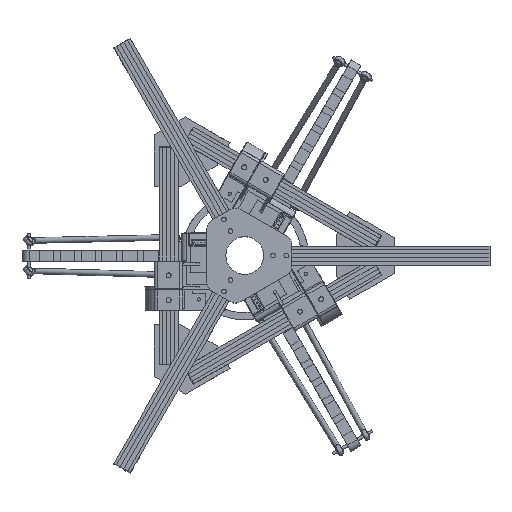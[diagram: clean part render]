
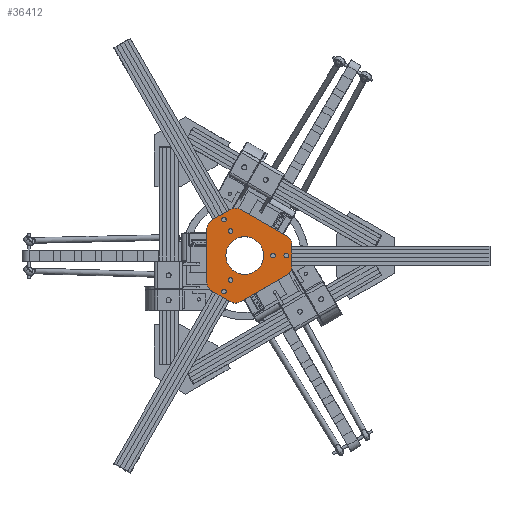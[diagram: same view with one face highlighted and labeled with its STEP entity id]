
A CAD part, top view. The second image highlights one B-rep face of the part: STEP entity #36412.
In plain terms, the highlighted planar face has unit normal (0, 0, 1).
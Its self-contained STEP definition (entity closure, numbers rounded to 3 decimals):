
#653=FACE_BOUND('',#4672,.T.);
#654=FACE_BOUND('',#4673,.T.);
#655=FACE_BOUND('',#4674,.T.);
#656=FACE_BOUND('',#4675,.T.);
#657=FACE_BOUND('',#4676,.T.);
#658=FACE_BOUND('',#4677,.T.);
#659=FACE_BOUND('',#4678,.T.);
#1553=PLANE('',#38516);
#2626=FACE_OUTER_BOUND('',#4671,.T.);
#4671=EDGE_LOOP('',(#26472,#26473,#26474,#26475,#26476,#26477,#26478,#26479,
#26480,#26481,#26482,#26483));
#4672=EDGE_LOOP('',(#26484));
#4673=EDGE_LOOP('',(#26485));
#4674=EDGE_LOOP('',(#26486));
#4675=EDGE_LOOP('',(#26487));
#4676=EDGE_LOOP('',(#26488));
#4677=EDGE_LOOP('',(#26489));
#4678=EDGE_LOOP('',(#26490));
#7526=LINE('',#55377,#11053);
#7531=LINE('',#55391,#11058);
#7537=LINE('',#55406,#11064);
#7539=LINE('',#55412,#11066);
#7570=LINE('',#55498,#11097);
#7571=LINE('',#55500,#11098);
#11053=VECTOR('',#43736,10.);
#11058=VECTOR('',#43751,10.);
#11064=VECTOR('',#43767,10.);
#11066=VECTOR('',#43775,10.);
#11097=VECTOR('',#43868,10.);
#11098=VECTOR('',#43871,10.);
#13658=CIRCLE('',#38459,20.);
#13660=CIRCLE('',#38462,10.);
#13667=CIRCLE('',#38472,10.);
#13668=CIRCLE('',#38474,10.);
#13669=CIRCLE('',#38477,10.);
#13670=CIRCLE('',#38479,10.);
#13671=CIRCLE('',#38482,10.);
#13673=CIRCLE('',#38486,2.5);
#13675=CIRCLE('',#38489,2.5);
#13677=CIRCLE('',#38492,2.5);
#13679=CIRCLE('',#38495,2.5);
#13681=CIRCLE('',#38506,2.5);
#13683=CIRCLE('',#38509,2.5);
#16048=VERTEX_POINT('',#55315);
#16050=VERTEX_POINT('',#55321);
#16051=VERTEX_POINT('',#55322);
#16076=VERTEX_POINT('',#55376);
#16077=VERTEX_POINT('',#55380);
#16078=VERTEX_POINT('',#55384);
#16079=VERTEX_POINT('',#55385);
#16080=VERTEX_POINT('',#55390);
#16081=VERTEX_POINT('',#55394);
#16082=VERTEX_POINT('',#55398);
#16083=VERTEX_POINT('',#55399);
#16084=VERTEX_POINT('',#55404);
#16085=VERTEX_POINT('',#55408);
#16089=VERTEX_POINT('',#55421);
#16091=VERTEX_POINT('',#55427);
#16093=VERTEX_POINT('',#55433);
#16095=VERTEX_POINT('',#55439);
#16103=VERTEX_POINT('',#55472);
#16105=VERTEX_POINT('',#55478);
#19917=EDGE_CURVE('',#16048,#16048,#13658,.T.);
#19920=EDGE_CURVE('',#16050,#16051,#13660,.T.);
#19947=EDGE_CURVE('',#16076,#16051,#7526,.T.);
#19949=EDGE_CURVE('',#16076,#16077,#13667,.T.);
#19951=EDGE_CURVE('',#16078,#16079,#13668,.T.);
#19954=EDGE_CURVE('',#16080,#16079,#7531,.T.);
#19956=EDGE_CURVE('',#16080,#16081,#13669,.T.);
#19958=EDGE_CURVE('',#16082,#16083,#13670,.T.);
#19962=EDGE_CURVE('',#16082,#16084,#7537,.T.);
#19964=EDGE_CURVE('',#16085,#16084,#13671,.T.);
#19965=EDGE_CURVE('',#16085,#16081,#7539,.T.);
#19971=EDGE_CURVE('',#16089,#16089,#13673,.T.);
#19974=EDGE_CURVE('',#16091,#16091,#13675,.T.);
#19977=EDGE_CURVE('',#16093,#16093,#13677,.T.);
#19980=EDGE_CURVE('',#16095,#16095,#13679,.T.);
#19996=EDGE_CURVE('',#16103,#16103,#13681,.T.);
#19999=EDGE_CURVE('',#16105,#16105,#13683,.T.);
#20008=EDGE_CURVE('',#16050,#16083,#7570,.T.);
#20009=EDGE_CURVE('',#16078,#16077,#7571,.T.);
#26472=ORIENTED_EDGE('',*,*,#19920,.F.);
#26473=ORIENTED_EDGE('',*,*,#20008,.T.);
#26474=ORIENTED_EDGE('',*,*,#19958,.F.);
#26475=ORIENTED_EDGE('',*,*,#19962,.T.);
#26476=ORIENTED_EDGE('',*,*,#19964,.F.);
#26477=ORIENTED_EDGE('',*,*,#19965,.T.);
#26478=ORIENTED_EDGE('',*,*,#19956,.F.);
#26479=ORIENTED_EDGE('',*,*,#19954,.T.);
#26480=ORIENTED_EDGE('',*,*,#19951,.F.);
#26481=ORIENTED_EDGE('',*,*,#20009,.T.);
#26482=ORIENTED_EDGE('',*,*,#19949,.F.);
#26483=ORIENTED_EDGE('',*,*,#19947,.T.);
#26484=ORIENTED_EDGE('',*,*,#19917,.T.);
#26485=ORIENTED_EDGE('',*,*,#19971,.T.);
#26486=ORIENTED_EDGE('',*,*,#19974,.T.);
#26487=ORIENTED_EDGE('',*,*,#19977,.T.);
#26488=ORIENTED_EDGE('',*,*,#19980,.T.);
#26489=ORIENTED_EDGE('',*,*,#19996,.T.);
#26490=ORIENTED_EDGE('',*,*,#19999,.T.);
#36412=ADVANCED_FACE('',(#2626,#653,#654,#655,#656,#657,#658,#659),#1553,
 .T.);
#38459=AXIS2_PLACEMENT_3D('',#55316,#43691,#43692);
#38462=AXIS2_PLACEMENT_3D('',#55323,#43698,#43699);
#38472=AXIS2_PLACEMENT_3D('',#55381,#43740,#43741);
#38474=AXIS2_PLACEMENT_3D('',#55386,#43745,#43746);
#38477=AXIS2_PLACEMENT_3D('',#55395,#43755,#43756);
#38479=AXIS2_PLACEMENT_3D('',#55400,#43760,#43761);
#38482=AXIS2_PLACEMENT_3D('',#55410,#43771,#43772);
#38486=AXIS2_PLACEMENT_3D('',#55423,#43784,#43785);
#38489=AXIS2_PLACEMENT_3D('',#55429,#43791,#43792);
#38492=AXIS2_PLACEMENT_3D('',#55435,#43798,#43799);
#38495=AXIS2_PLACEMENT_3D('',#55441,#43805,#43806);
#38506=AXIS2_PLACEMENT_3D('',#55474,#43841,#43842);
#38509=AXIS2_PLACEMENT_3D('',#55480,#43848,#43849);
#38516=AXIS2_PLACEMENT_3D('',#55501,#43872,#43873);
#43691=DIRECTION('center_axis',(0.,0.,-1.));
#43692=DIRECTION('ref_axis',(-1.,0.,0.));
#43698=DIRECTION('center_axis',(0.,0.,-1.));
#43699=DIRECTION('ref_axis',(0.,1.,0.));
#43736=DIRECTION('',(-0.866,0.5,0.));
#43740=DIRECTION('center_axis',(0.,0.,-1.));
#43741=DIRECTION('ref_axis',(0.866,0.5,0.));
#43745=DIRECTION('center_axis',(0.,0.,-1.));
#43746=DIRECTION('ref_axis',(0.866,-0.5,0.));
#43751=DIRECTION('',(0.866,0.5,0.));
#43755=DIRECTION('center_axis',(0.,0.,-1.));
#43756=DIRECTION('ref_axis',(0.,-1.,0.));
#43760=DIRECTION('center_axis',(0.,0.,-1.));
#43761=DIRECTION('ref_axis',(-0.866,0.5,0.));
#43767=DIRECTION('',(0.,-1.,0.));
#43771=DIRECTION('center_axis',(0.,0.,-1.));
#43772=DIRECTION('ref_axis',(-0.866,-0.5,0.));
#43775=DIRECTION('',(0.866,-0.5,0.));
#43784=DIRECTION('center_axis',(0.,0.,-1.));
#43785=DIRECTION('ref_axis',(-0.5,-0.866,0.));
#43791=DIRECTION('center_axis',(0.,0.,-1.));
#43792=DIRECTION('ref_axis',(-0.5,-0.866,0.));
#43798=DIRECTION('center_axis',(0.,0.,-1.));
#43799=DIRECTION('ref_axis',(-0.5,0.866,0.));
#43805=DIRECTION('center_axis',(0.,0.,-1.));
#43806=DIRECTION('ref_axis',(-0.5,0.866,0.));
#43841=DIRECTION('center_axis',(0.,0.,-1.));
#43842=DIRECTION('ref_axis',(1.,0.,0.));
#43848=DIRECTION('center_axis',(0.,0.,-1.));
#43849=DIRECTION('ref_axis',(1.,0.,0.));
#43868=DIRECTION('',(-0.866,-0.5,0.));
#43871=DIRECTION('',(0.,1.,0.));
#43872=DIRECTION('center_axis',(0.,0.,1.));
#43873=DIRECTION('ref_axis',(1.,0.,0.));
#55315=CARTESIAN_POINT('',(20.,0.,15.));
#55316=CARTESIAN_POINT('Origin',(0.,0.,15.));
#55321=CARTESIAN_POINT('',(-15.,49.075,15.));
#55322=CARTESIAN_POINT('',(-5.,49.075,15.));
#55323=CARTESIAN_POINT('Origin',(-10.,40.415,15.));
#55376=CARTESIAN_POINT('',(45.,20.207,15.));
#55377=CARTESIAN_POINT('',(80.,0.,15.));
#55380=CARTESIAN_POINT('',(50.,11.547,15.));
#55381=CARTESIAN_POINT('Origin',(40.,11.547,15.));
#55384=CARTESIAN_POINT('',(50.,-11.547,15.));
#55385=CARTESIAN_POINT('',(45.,-20.207,15.));
#55386=CARTESIAN_POINT('Origin',(40.,-11.547,15.));
#55390=CARTESIAN_POINT('',(-5.,-49.075,15.));
#55391=CARTESIAN_POINT('',(-40.,-69.282,15.));
#55394=CARTESIAN_POINT('',(-15.,-49.075,15.));
#55395=CARTESIAN_POINT('Origin',(-10.,-40.415,15.));
#55398=CARTESIAN_POINT('',(-40.,28.868,15.));
#55399=CARTESIAN_POINT('',(-35.,37.528,15.));
#55400=CARTESIAN_POINT('Origin',(-30.,28.868,15.));
#55404=CARTESIAN_POINT('',(-40.,-28.868,15.));
#55406=CARTESIAN_POINT('',(-40.,69.282,15.));
#55408=CARTESIAN_POINT('',(-35.,-37.528,15.));
#55410=CARTESIAN_POINT('Origin',(-30.,-28.868,15.));
#55412=CARTESIAN_POINT('',(-40.,-34.641,15.));
#55421=CARTESIAN_POINT('',(-13.75,-23.816,15.));
#55423=CARTESIAN_POINT('Origin',(-15.,-25.981,15.));
#55427=CARTESIAN_POINT('',(-20.75,-35.94,15.));
#55429=CARTESIAN_POINT('Origin',(-22.,-38.105,15.));
#55433=CARTESIAN_POINT('',(-13.75,23.816,15.));
#55435=CARTESIAN_POINT('Origin',(-15.,25.981,15.));
#55439=CARTESIAN_POINT('',(-20.75,35.94,15.));
#55441=CARTESIAN_POINT('Origin',(-22.,38.105,15.));
#55472=CARTESIAN_POINT('',(41.5,0.,15.));
#55474=CARTESIAN_POINT('Origin',(44.,0.,15.));
#55478=CARTESIAN_POINT('',(27.5,0.,15.));
#55480=CARTESIAN_POINT('Origin',(30.,0.,15.));
#55498=CARTESIAN_POINT('',(-10.,51.962,15.));
#55500=CARTESIAN_POINT('',(50.,-17.321,15.));
#55501=CARTESIAN_POINT('Origin',(5.,0.,15.));
